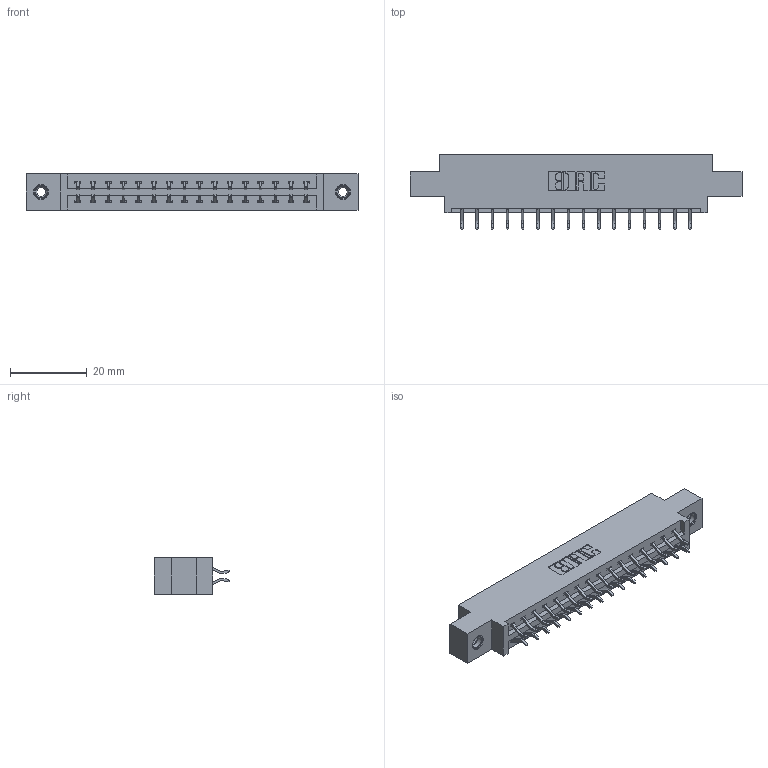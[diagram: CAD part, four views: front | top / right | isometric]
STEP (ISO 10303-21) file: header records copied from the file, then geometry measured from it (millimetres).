
FILE_DESCRIPTION (( 'STEP AP203' ), '1' );
FILE_NAME ('337-032-556-808.STEP', '2019-10-11T01:09:36', ( '' ), ( '' ), 'SwSTEP 2.0', 'SolidWorks 2016', '' );
FILE_SCHEMA (( 'CONFIG_CONTROL_DESIGN' ));
Length unit declared in the file: inch
Products named in the file (4): 345-250-001_345-250-003-102; 337 Part_0.170 Offset - 0.156 Dia-TI; 337-032-556-808; 345-292-001_556 Tail
Assembly tree (35 placements, depth 2):
  337-032-556-808
    337 Part_0.170 Offset - 0.156 Dia-TI
    345-292-001_556 Tail  x32
    345-250-001_345-250-003-102  x2
Bounding box: 86.41 x 19.57 x 9.4 mm (x, y, z)
Volume: 8635.3 mm3; surface area: 9607.6 mm2
Topology: 35 solids, 35 shells, 2098 faces, 6187 edges, 4074 vertices
Faces by surface type: plane 1450, cylinder 632, cone 12, torus 4
Entity records: 17306 total; most frequent: CARTESIAN_POINT 2933, ORIENTED_EDGE 2850, DIRECTION 2563, EDGE_CURVE 1425, LINE 1269, VECTOR 1269, VERTEX_POINT 944, AXIS2_PLACEMENT_3D 647
